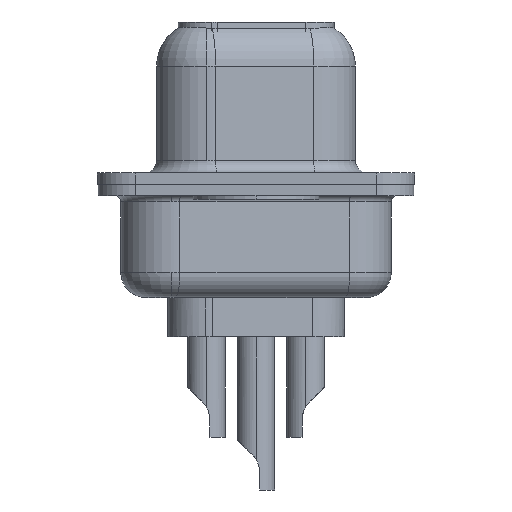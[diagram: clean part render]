
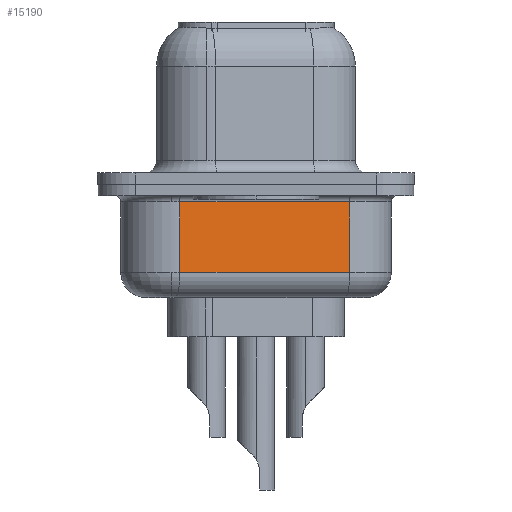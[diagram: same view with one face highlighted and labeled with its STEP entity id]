
A CAD part, left-side view. The second image highlights one B-rep face of the part: STEP entity #15190.
In plain terms, the highlighted planar face has unit normal (-0.985, -0.174, 0).
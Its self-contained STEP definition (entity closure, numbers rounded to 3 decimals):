
#752 = DIRECTION ( 'NONE',  ( 0., 0., 1. ) ) ;
#1039 = AXIS2_PLACEMENT_3D ( 'NONE', #26506, #5709, #7623 ) ;
#1315 = FACE_OUTER_BOUND ( 'NONE', #10873, .T. ) ;
#2395 = CARTESIAN_POINT ( 'NONE',  ( 2.84, 3.028, -3.5 ) ) ;
#2916 = EDGE_CURVE ( 'NONE', #22034, #10657, #6459, .T. ) ;
#5709 = DIRECTION ( 'NONE',  ( 0.985, 0.174, 0. ) ) ;
#6328 = DIRECTION ( 'NONE',  ( -0.174, 0.985, 0. ) ) ;
#6459 = LINE ( 'NONE', #21064, #23197 ) ;
#7124 = EDGE_CURVE ( 'NONE', #21216, #22034, #21219, .T. ) ;
#7623 = DIRECTION ( 'NONE',  ( -0.174, 0.985, 0. ) ) ;
#10657 = VERTEX_POINT ( 'NONE', #18901 ) ;
#10723 = ORIENTED_EDGE ( 'NONE', *, *, #13782, .T. ) ;
#10873 = EDGE_LOOP ( 'NONE', ( #23042, #10723, #22028, #11535 ) ) ;
#11535 = ORIENTED_EDGE ( 'NONE', *, *, #2916, .T. ) ;
#12433 = DIRECTION ( 'NONE',  ( 0.174, -0.985, 0. ) ) ;
#12727 = CARTESIAN_POINT ( 'NONE',  ( 4.031, -3.722, -0.7 ) ) ;
#12941 = CARTESIAN_POINT ( 'NONE',  ( 4.031, -3.722, -4.5 ) ) ;
#13782 = EDGE_CURVE ( 'NONE', #14219, #21216, #17230, .T. ) ;
#14219 = VERTEX_POINT ( 'NONE', #25493 ) ;
#15190 = ADVANCED_FACE ( 'NONE', ( #1315 ), #24571, .F. ) ;
#17230 = LINE ( 'NONE', #2395, #20321 ) ;
#18901 = CARTESIAN_POINT ( 'NONE',  ( 2.84, 3.028, -0.7 ) ) ;
#19462 = CARTESIAN_POINT ( 'NONE',  ( 2.84, 3.028, -4.5 ) ) ;
#20321 = VECTOR ( 'NONE', #12433, 1000. ) ;
#21064 = CARTESIAN_POINT ( 'NONE',  ( 2.84, 3.028, -0.7 ) ) ;
#21216 = VERTEX_POINT ( 'NONE', #23526 ) ;
#21219 = LINE ( 'NONE', #12941, #23245 ) ;
#22028 = ORIENTED_EDGE ( 'NONE', *, *, #7124, .T. ) ;
#22034 = VERTEX_POINT ( 'NONE', #12727 ) ;
#22892 = DIRECTION ( 'NONE',  ( 0., 0., 1. ) ) ;
#23042 = ORIENTED_EDGE ( 'NONE', *, *, #25473, .F. ) ;
#23197 = VECTOR ( 'NONE', #6328, 1000. ) ;
#23245 = VECTOR ( 'NONE', #22892, 1000. ) ;
#23470 = LINE ( 'NONE', #19462, #26441 ) ;
#23526 = CARTESIAN_POINT ( 'NONE',  ( 4.031, -3.722, -3.5 ) ) ;
#24571 = PLANE ( 'NONE',  #1039 ) ;
#25473 = EDGE_CURVE ( 'NONE', #14219, #10657, #23470, .T. ) ;
#25493 = CARTESIAN_POINT ( 'NONE',  ( 2.84, 3.028, -3.5 ) ) ;
#26441 = VECTOR ( 'NONE', #752, 1000. ) ;
#26506 = CARTESIAN_POINT ( 'NONE',  ( 2.84, 3.028, -4.5 ) ) ;
